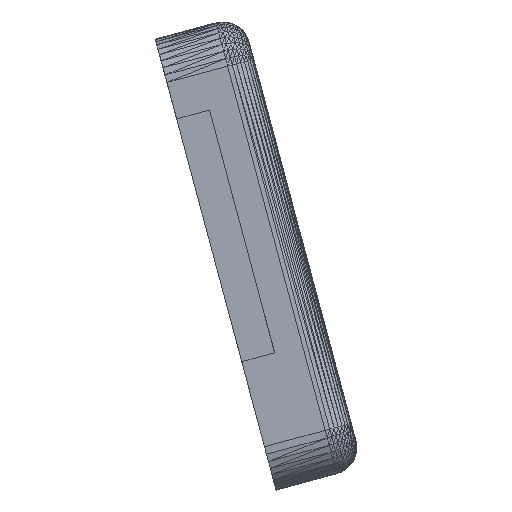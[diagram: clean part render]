
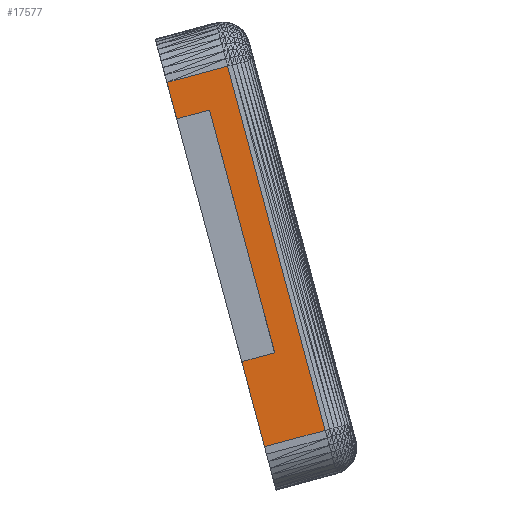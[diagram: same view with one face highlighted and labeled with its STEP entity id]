
A CAD part, left-side view. The second image highlights one B-rep face of the part: STEP entity #17577.
In plain terms, the highlighted planar face has unit normal (-1, 0, 0).
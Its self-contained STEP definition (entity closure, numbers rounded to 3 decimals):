
#109=FACE_OUTER_BOUND('',#1521,.T.);
#1521=EDGE_LOOP('',(#11635,#11636,#11637,#11638,#11639,#11640,#11641,#11642));
#3145=LINE('',#26186,#5584);
#3146=LINE('',#26188,#5585);
#3147=LINE('',#26190,#5586);
#3148=LINE('',#26192,#5587);
#3149=LINE('',#26194,#5588);
#3150=LINE('',#26196,#5589);
#3151=LINE('',#26198,#5590);
#3152=LINE('',#26199,#5591);
#5584=VECTOR('',#20780,10.);
#5585=VECTOR('',#20781,10.);
#5586=VECTOR('',#20782,10.);
#5587=VECTOR('',#20783,10.);
#5588=VECTOR('',#20784,10.);
#5589=VECTOR('',#20785,10.);
#5590=VECTOR('',#20786,10.);
#5591=VECTOR('',#20787,10.);
#7952=VERTEX_POINT('',#26184);
#7953=VERTEX_POINT('',#26185);
#7954=VERTEX_POINT('',#26187);
#7955=VERTEX_POINT('',#26189);
#7956=VERTEX_POINT('',#26191);
#7957=VERTEX_POINT('',#26193);
#7958=VERTEX_POINT('',#26195);
#7959=VERTEX_POINT('',#26197);
#9057=EDGE_CURVE('',#7952,#7953,#3145,.T.);
#9058=EDGE_CURVE('',#7954,#7952,#3146,.T.);
#9059=EDGE_CURVE('',#7954,#7955,#3147,.T.);
#9060=EDGE_CURVE('',#7955,#7956,#3148,.T.);
#9061=EDGE_CURVE('',#7957,#7956,#3149,.T.);
#9062=EDGE_CURVE('',#7958,#7957,#3150,.T.);
#9063=EDGE_CURVE('',#7958,#7959,#3151,.T.);
#9064=EDGE_CURVE('',#7953,#7959,#3152,.T.);
#11635=ORIENTED_EDGE('',*,*,#9057,.F.);
#11636=ORIENTED_EDGE('',*,*,#9058,.F.);
#11637=ORIENTED_EDGE('',*,*,#9059,.T.);
#11638=ORIENTED_EDGE('',*,*,#9060,.T.);
#11639=ORIENTED_EDGE('',*,*,#9061,.F.);
#11640=ORIENTED_EDGE('',*,*,#9062,.F.);
#11641=ORIENTED_EDGE('',*,*,#9063,.T.);
#11642=ORIENTED_EDGE('',*,*,#9064,.F.);
#16167=PLANE('',#19004);
#17577=ADVANCED_FACE('',(#109),#16167,.T.);
#19004=AXIS2_PLACEMENT_3D('',#26183,#20778,#20779);
#20778=DIRECTION('center_axis',(-1.,0.,0.));
#20779=DIRECTION('ref_axis',(0.,0.,1.));
#20780=DIRECTION('',(0.,0.,1.));
#20781=DIRECTION('',(0.,1.,0.));
#20782=DIRECTION('',(0.,0.,1.));
#20783=DIRECTION('',(0.,1.,0.));
#20784=DIRECTION('',(0.,0.,1.));
#20785=DIRECTION('',(0.,1.,0.));
#20786=DIRECTION('',(0.,0.,1.));
#20787=DIRECTION('',(0.,1.,0.));
#26183=CARTESIAN_POINT('Origin',(78.457,79.847,-86.749));
#26184=CARTESIAN_POINT('',(78.457,51.847,-90.549));
#26185=CARTESIAN_POINT('',(78.457,51.847,-86.749));
#26186=CARTESIAN_POINT('',(78.457,51.847,-86.749));
#26187=CARTESIAN_POINT('',(78.457,42.047,-90.549));
#26188=CARTESIAN_POINT('',(78.457,42.047,-90.549));
#26189=CARTESIAN_POINT('',(78.457,42.047,-83.549));
#26190=CARTESIAN_POINT('',(78.457,42.047,-90.549));
#26191=CARTESIAN_POINT('',(78.457,84.047,-83.549));
#26192=CARTESIAN_POINT('',(78.457,42.047,-83.549));
#26193=CARTESIAN_POINT('',(78.457,84.047,-90.549));
#26194=CARTESIAN_POINT('',(78.457,84.047,-90.549));
#26195=CARTESIAN_POINT('',(78.457,79.847,-90.549));
#26196=CARTESIAN_POINT('',(78.457,79.847,-90.549));
#26197=CARTESIAN_POINT('',(78.457,79.847,-86.749));
#26198=CARTESIAN_POINT('',(78.457,79.847,-90.549));
#26199=CARTESIAN_POINT('',(78.457,51.847,-86.749));
